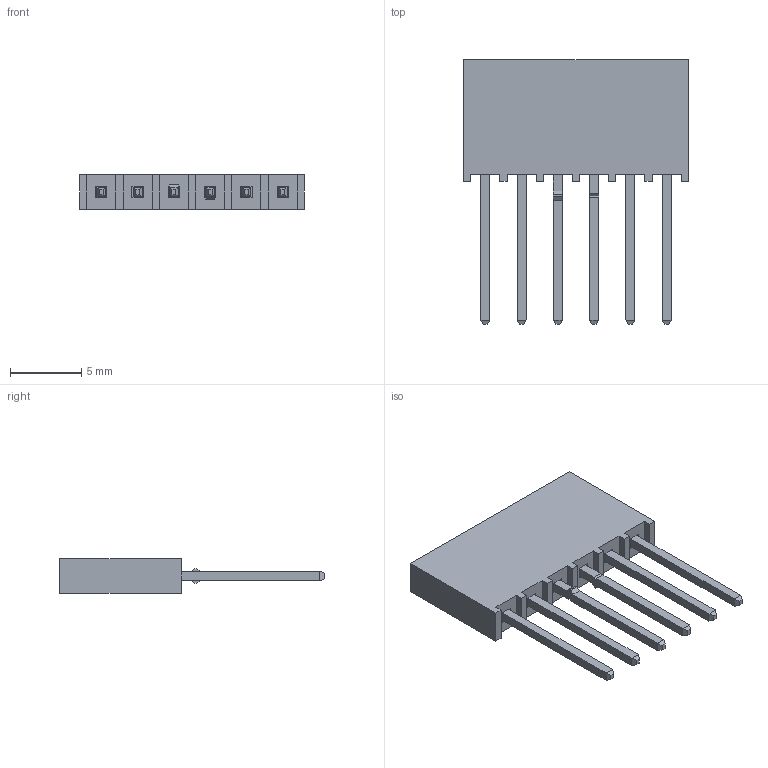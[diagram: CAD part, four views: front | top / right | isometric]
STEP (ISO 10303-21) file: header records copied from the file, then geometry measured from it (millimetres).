
FILE_DESCRIPTION( ( 'STEP AP214' ), '1' );
FILE_NAME( 'SSQ-106-03-T-S-LL.stp', '2019-01-02T02:21:19', ( '' ), ( '' ), ' ', 'PARTsolutions', ' ' );
FILE_SCHEMA( ( 'AUTOMOTIVE_DESIGN { 1 0 10303 214 1 1 1 1 }' ) );
Length unit declared in the file: inch
Products named in the file (3): SSQ-106-03-T-S-LL; _T1SSQ-106-03-T-S-LL; _P2SSQ-106-03-T-S-LL
Assembly tree (2 placements, depth 2):
  SSQ-106-03-T-S-LL
    _T1SSQ-106-03-T-S-LL
    _P2SSQ-106-03-T-S-LL
Bounding box: 15.75 x 18.52 x 2.41 mm (x, y, z)
Volume: 306.9 mm3; surface area: 732.6 mm2
Topology: 2 solids, 2 shells, 128 faces, 354 edges, 236 vertices
Faces by surface type: plane 128
Entity records: 5100 total; most frequent: CARTESIAN_POINT 721, ORIENTED_EDGE 708, DIRECTION 616, EDGE_CURVE 354, LINE 354, VECTOR 354, VERTEX_POINT 236, EDGE_LOOP 146
